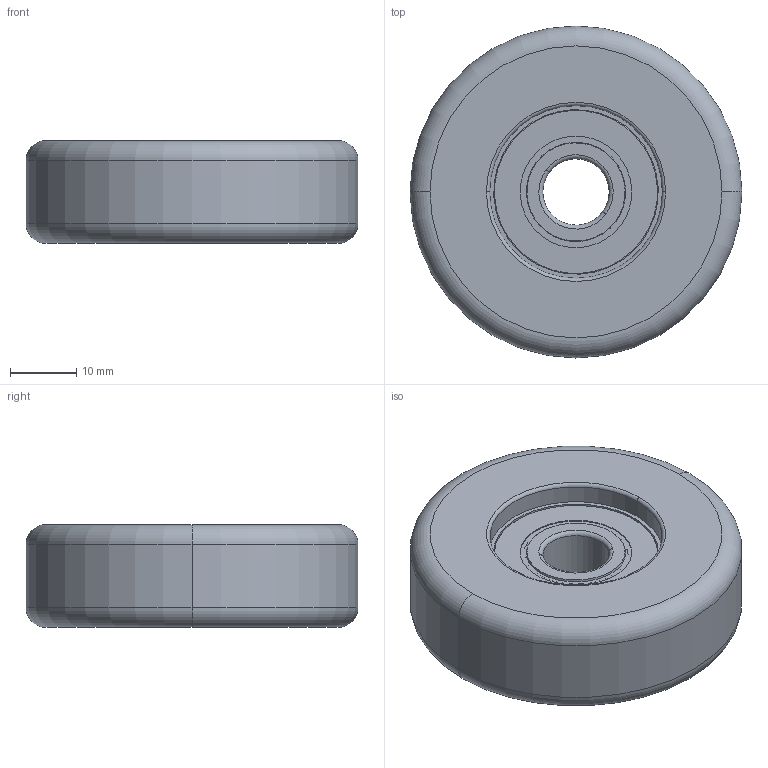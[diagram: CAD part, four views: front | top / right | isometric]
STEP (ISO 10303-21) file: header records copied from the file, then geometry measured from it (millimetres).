
FILE_DESCRIPTION (( 'STEP AP214' ), '1' );
FILE_NAME ('0025219_FPRO-050-15-9-K10.step', '2018-06-15T07:18:35', ( '' ), ( '' ), 'SwSTEP 2.0', 'SolidWorks 2018', '' );
FILE_SCHEMA (( 'AUTOMOTIVE_DESIGN' ));
Length unit declared in the file: millimetre
Products named in the file (3): 0025219_FPRO-050-15-9-K10; Rillenkugellager_DIN625-6200-2RS; 0025219_FPRO-050-15-9-K10-Bandage
Assembly tree (2 placements, depth 2):
  0025219_FPRO-050-15-9-K10
    0025219_FPRO-050-15-9-K10-Bandage
    Rillenkugellager_DIN625-6200-2RS
Bounding box: 50 x 50 x 15.5 mm (x, y, z)
Volume: 24857 mm3; surface area: 12157.6 mm2
Topology: 6 solids, 6 shells, 104 faces, 208 edges, 122 vertices
Faces by surface type: torus 46, cylinder 40, plane 18
Entity records: 2932 total; most frequent: DIRECTION 594, CARTESIAN_POINT 439, ORIENTED_EDGE 416, AXIS2_PLACEMENT_3D 277, EDGE_CURVE 208, CIRCLE 168, EDGE_LOOP 122, VERTEX_POINT 122
